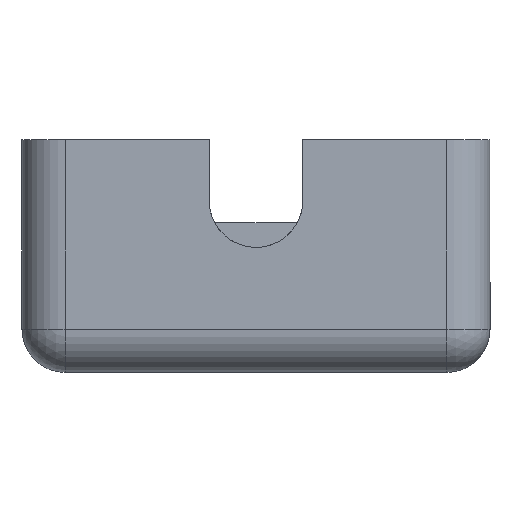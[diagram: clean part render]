
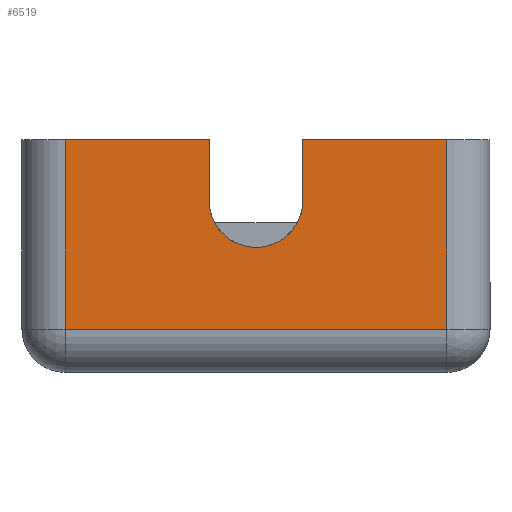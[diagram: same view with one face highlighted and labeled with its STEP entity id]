
A CAD part, left-side view. The second image highlights one B-rep face of the part: STEP entity #6519.
In plain terms, the highlighted planar face has unit normal (-1, 0, 0).
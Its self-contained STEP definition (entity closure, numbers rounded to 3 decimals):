
#21 = LINE ( 'NONE', #5960, #1303 ) ;
#77 = DIRECTION ( 'NONE',  ( 0., 0., -1. ) ) ;
#156 = DIRECTION ( 'NONE',  ( 0., -1., 0. ) ) ;
#187 = CARTESIAN_POINT ( 'NONE',  ( -8.2, 6.941, 7.8 ) ) ;
#291 = EDGE_CURVE ( 'NONE', #3541, #1816, #21, .T. ) ;
#349 = VERTEX_POINT ( 'NONE', #5614 ) ;
#393 = CARTESIAN_POINT ( 'NONE',  ( -8.2, 0.25, 7.8 ) ) ;
#428 = VERTEX_POINT ( 'NONE', #187 ) ;
#550 = VECTOR ( 'NONE', #3426, 1000. ) ;
#661 = VECTOR ( 'NONE', #6542, 1000. ) ;
#726 = ORIENTED_EDGE ( 'NONE', *, *, #5461, .F. ) ;
#736 = VERTEX_POINT ( 'NONE', #5675 ) ;
#823 = DIRECTION ( 'NONE',  ( 0., 0., -1. ) ) ;
#1185 = CARTESIAN_POINT ( 'NONE',  ( -8.2, 0.25, -1. ) ) ;
#1188 = LINE ( 'NONE', #6011, #6091 ) ;
#1303 = VECTOR ( 'NONE', #4278, 1000. ) ;
#1322 = EDGE_CURVE ( 'NONE', #736, #2707, #4573, .T. ) ;
#1441 = CARTESIAN_POINT ( 'NONE',  ( -8.2, 11.275, 7.8 ) ) ;
#1449 = ORIENTED_EDGE ( 'NONE', *, *, #2269, .F. ) ;
#1715 = EDGE_CURVE ( 'NONE', #1816, #2665, #5544, .T. ) ;
#1759 = CARTESIAN_POINT ( 'NONE',  ( -8.2, -1.75, 7.8 ) ) ;
#1816 = VERTEX_POINT ( 'NONE', #1441 ) ;
#1920 = CARTESIAN_POINT ( 'NONE',  ( -8.2, -1.75, 7.8 ) ) ;
#1929 = EDGE_LOOP ( 'NONE', ( #5633, #4960, #726, #3120, #1449, #6117, #5301, #6326 ) ) ;
#2123 = AXIS2_PLACEMENT_3D ( 'NONE', #1759, #3948, #4948 ) ;
#2175 = DIRECTION ( 'NONE',  ( 0., 0., 1. ) ) ;
#2269 = EDGE_CURVE ( 'NONE', #2665, #349, #2339, .T. ) ;
#2339 = CIRCLE ( 'NONE', #6190, 2.175 ) ;
#2570 = DIRECTION ( 'NONE',  ( -1., 0., 0. ) ) ;
#2632 = EDGE_CURVE ( 'NONE', #2707, #4223, #5263, .T. ) ;
#2665 = VERTEX_POINT ( 'NONE', #6474 ) ;
#2707 = VERTEX_POINT ( 'NONE', #1185 ) ;
#2729 = FACE_OUTER_BOUND ( 'NONE', #1929, .T. ) ;
#2974 = LINE ( 'NONE', #6668, #4642 ) ;
#3120 = ORIENTED_EDGE ( 'NONE', *, *, #5032, .F. ) ;
#3245 = VECTOR ( 'NONE', #156, 1000. ) ;
#3426 = DIRECTION ( 'NONE',  ( 0., -1., 0. ) ) ;
#3541 = VERTEX_POINT ( 'NONE', #6268 ) ;
#3948 = DIRECTION ( 'NONE',  ( 1., 0., 0. ) ) ;
#4223 = VERTEX_POINT ( 'NONE', #4677 ) ;
#4278 = DIRECTION ( 'NONE',  ( 0., -1., 0. ) ) ;
#4487 = PLANE ( 'NONE',  #2123 ) ;
#4573 = LINE ( 'NONE', #6703, #3245 ) ;
#4642 = VECTOR ( 'NONE', #823, 1000. ) ;
#4677 = CARTESIAN_POINT ( 'NONE',  ( -8.2, 0.25, 7.8 ) ) ;
#4948 = DIRECTION ( 'NONE',  ( 0., 0., -1. ) ) ;
#4951 = CARTESIAN_POINT ( 'NONE',  ( -8.2, 11.275, 4.968 ) ) ;
#4960 = ORIENTED_EDGE ( 'NONE', *, *, #2632, .T. ) ;
#5032 = EDGE_CURVE ( 'NONE', #349, #428, #1188, .T. ) ;
#5263 = LINE ( 'NONE', #393, #661 ) ;
#5301 = ORIENTED_EDGE ( 'NONE', *, *, #291, .F. ) ;
#5362 = CARTESIAN_POINT ( 'NONE',  ( -8.2, 9.1, 4.971 ) ) ;
#5461 = EDGE_CURVE ( 'NONE', #428, #4223, #6674, .T. ) ;
#5544 = LINE ( 'NONE', #4951, #6753 ) ;
#5614 = CARTESIAN_POINT ( 'NONE',  ( -8.2, 6.941, 5.231 ) ) ;
#5633 = ORIENTED_EDGE ( 'NONE', *, *, #1322, .T. ) ;
#5675 = CARTESIAN_POINT ( 'NONE',  ( -8.2, 17.95, -1. ) ) ;
#5936 = DIRECTION ( 'NONE',  ( 0., 0., -1. ) ) ;
#5960 = CARTESIAN_POINT ( 'NONE',  ( -8.2, -1.75, 7.8 ) ) ;
#6011 = CARTESIAN_POINT ( 'NONE',  ( -8.2, 6.941, 7.8 ) ) ;
#6091 = VECTOR ( 'NONE', #2175, 1000. ) ;
#6117 = ORIENTED_EDGE ( 'NONE', *, *, #1715, .F. ) ;
#6190 = AXIS2_PLACEMENT_3D ( 'NONE', #5362, #2570, #5936 ) ;
#6268 = CARTESIAN_POINT ( 'NONE',  ( -8.2, 17.95, 7.8 ) ) ;
#6326 = ORIENTED_EDGE ( 'NONE', *, *, #6343, .T. ) ;
#6343 = EDGE_CURVE ( 'NONE', #3541, #736, #2974, .T. ) ;
#6474 = CARTESIAN_POINT ( 'NONE',  ( -8.2, 11.275, 4.968 ) ) ;
#6519 = ADVANCED_FACE ( 'NONE', ( #2729 ), #4487, .F. ) ;
#6542 = DIRECTION ( 'NONE',  ( 0., 0., 1. ) ) ;
#6668 = CARTESIAN_POINT ( 'NONE',  ( -8.2, 17.95, 7.8 ) ) ;
#6674 = LINE ( 'NONE', #1920, #550 ) ;
#6703 = CARTESIAN_POINT ( 'NONE',  ( -8.2, -1.75, -1. ) ) ;
#6753 = VECTOR ( 'NONE', #77, 1000. ) ;
